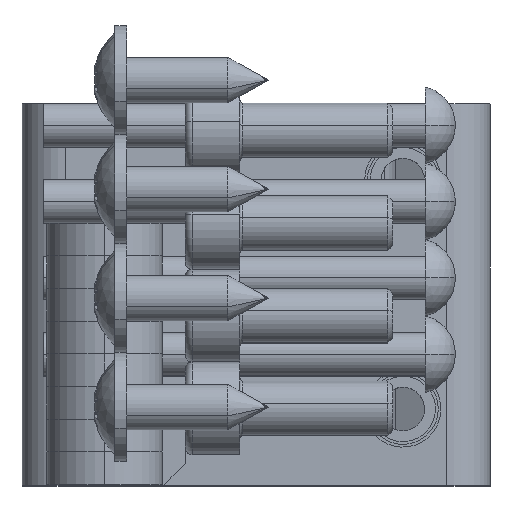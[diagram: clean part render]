
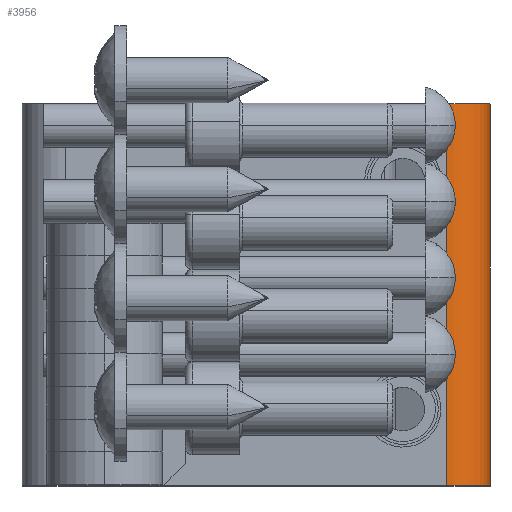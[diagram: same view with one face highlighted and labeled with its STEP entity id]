
A CAD part, top view. The second image highlights one B-rep face of the part: STEP entity #3956.
In plain terms, the highlighted cylindrical face has radius 4 mm (diameter 8 mm), a partial arc.
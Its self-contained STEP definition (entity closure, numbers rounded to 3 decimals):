
#261 = CARTESIAN_POINT ( 'NONE',  ( -16.65, -17.5, -2. ) ) ;
#461 = VERTEX_POINT ( 'NONE', #5696 ) ;
#537 = CARTESIAN_POINT ( 'NONE',  ( -20.65, -17.5, 2. ) ) ;
#570 = EDGE_CURVE ( 'NONE', #5889, #461, #1458, .T. ) ;
#595 = ORIENTED_EDGE ( 'NONE', *, *, #6413, .T. ) ;
#872 = CARTESIAN_POINT ( 'NONE',  ( -16.65, -17.5, -2. ) ) ;
#969 = CARTESIAN_POINT ( 'NONE',  ( -20.65, 17.5, 2. ) ) ;
#1130 = DIRECTION ( 'NONE',  ( 0., -1., 0. ) ) ;
#1232 = AXIS2_PLACEMENT_3D ( 'NONE', #2603, #5875, #6396 ) ;
#1458 = LINE ( 'NONE', #261, #1874 ) ;
#1759 = EDGE_CURVE ( 'NONE', #3723, #5889, #4043, .T. ) ;
#1829 = DIRECTION ( 'NONE',  ( 0., 0., -1. ) ) ;
#1874 = VECTOR ( 'NONE', #6602, 1000. ) ;
#2308 = CARTESIAN_POINT ( 'NONE',  ( -16.65, -17.5, 2. ) ) ;
#2428 = EDGE_LOOP ( 'NONE', ( #5192, #5910, #595, #4740 ) ) ;
#2603 = CARTESIAN_POINT ( 'NONE',  ( -16.65, 17.5, 2. ) ) ;
#3258 = CYLINDRICAL_SURFACE ( 'NONE', #4789, 4. ) ;
#3435 = FACE_OUTER_BOUND ( 'NONE', #2428, .T. ) ;
#3723 = VERTEX_POINT ( 'NONE', #537 ) ;
#3956 = ADVANCED_FACE ( 'NONE', ( #3435 ), #3258, .T. ) ;
#4043 = CIRCLE ( 'NONE', #4133, 4. ) ;
#4127 = DIRECTION ( 'NONE',  ( 0., 1., 0. ) ) ;
#4133 = AXIS2_PLACEMENT_3D ( 'NONE', #2308, #5556, #1829 ) ;
#4200 = VECTOR ( 'NONE', #4127, 1000. ) ;
#4352 = CARTESIAN_POINT ( 'NONE',  ( -16.65, -17.5, 2. ) ) ;
#4357 = EDGE_CURVE ( 'NONE', #461, #4422, #4691, .T. ) ;
#4422 = VERTEX_POINT ( 'NONE', #969 ) ;
#4691 = CIRCLE ( 'NONE', #1232, 4. ) ;
#4740 = ORIENTED_EDGE ( 'NONE', *, *, #4357, .F. ) ;
#4789 = AXIS2_PLACEMENT_3D ( 'NONE', #4352, #1130, #6058 ) ;
#5192 = ORIENTED_EDGE ( 'NONE', *, *, #570, .F. ) ;
#5556 = DIRECTION ( 'NONE',  ( 0., -1., 0. ) ) ;
#5696 = CARTESIAN_POINT ( 'NONE',  ( -16.65, 17.5, -2. ) ) ;
#5875 = DIRECTION ( 'NONE',  ( 0., 1., 0. ) ) ;
#5889 = VERTEX_POINT ( 'NONE', #872 ) ;
#5910 = ORIENTED_EDGE ( 'NONE', *, *, #1759, .F. ) ;
#6058 = DIRECTION ( 'NONE',  ( -1., 0., 0. ) ) ;
#6396 = DIRECTION ( 'NONE',  ( 0., 0., -1. ) ) ;
#6413 = EDGE_CURVE ( 'NONE', #3723, #4422, #6416, .T. ) ;
#6416 = LINE ( 'NONE', #6845, #4200 ) ;
#6602 = DIRECTION ( 'NONE',  ( 0., 1., 0. ) ) ;
#6845 = CARTESIAN_POINT ( 'NONE',  ( -20.65, 17.5, 2. ) ) ;
